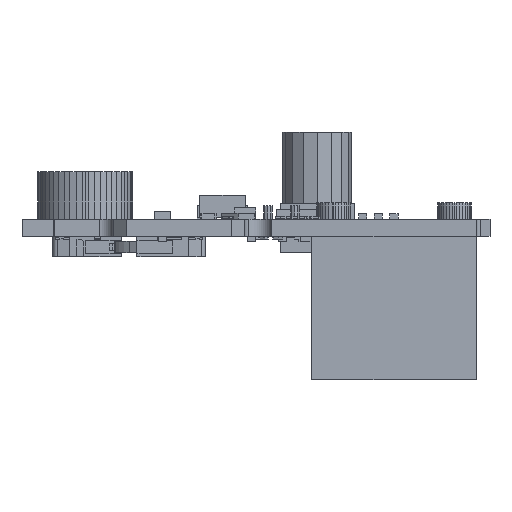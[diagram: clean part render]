
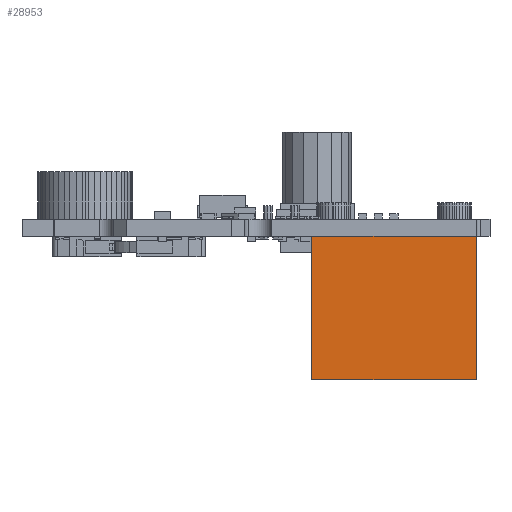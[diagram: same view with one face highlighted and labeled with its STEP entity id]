
A CAD part, front view. The second image highlights one B-rep face of the part: STEP entity #28953.
In plain terms, the highlighted planar face has unit normal (0, -1, 0).
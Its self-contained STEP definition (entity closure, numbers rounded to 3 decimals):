
#28690 = EDGE_CURVE('',#28691,#28693,#28695,.T.);
#28691 = VERTEX_POINT('',#28692);
#28692 = CARTESIAN_POINT('',(-7.811,-10.478,0.));
#28693 = VERTEX_POINT('',#28694);
#28694 = CARTESIAN_POINT('',(-7.811,-10.478,13.589));
#28695 = SURFACE_CURVE('',#28696,(#28700,#28712),.PCURVE_S1.);
#28696 = LINE('',#28697,#28698);
#28697 = CARTESIAN_POINT('',(-7.811,-10.478,0.));
#28698 = VECTOR('',#28699,1.);
#28699 = DIRECTION('',(0.,0.,1.));
#28700 = PCURVE('',#28701,#28706);
#28701 = PLANE('',#28702);
#28702 = AXIS2_PLACEMENT_3D('',#28703,#28704,#28705);
#28703 = CARTESIAN_POINT('',(-7.811,-10.478,0.));
#28704 = DIRECTION('',(-1.,0.,0.));
#28705 = DIRECTION('',(0.,1.,0.));
#28706 = DEFINITIONAL_REPRESENTATION('',(#28707),#28711);
#28707 = LINE('',#28708,#28709);
#28708 = CARTESIAN_POINT('',(0.,0.));
#28709 = VECTOR('',#28710,1.);
#28710 = DIRECTION('',(0.,-1.));
#28711 = ( GEOMETRIC_REPRESENTATION_CONTEXT(2) 
PARAMETRIC_REPRESENTATION_CONTEXT() REPRESENTATION_CONTEXT('2D SPACE',''
  ) );
#28712 = PCURVE('',#28713,#28718);
#28713 = PLANE('',#28714);
#28714 = AXIS2_PLACEMENT_3D('',#28715,#28716,#28717);
#28715 = CARTESIAN_POINT('',(7.811,-10.478,0.));
#28716 = DIRECTION('',(0.,-1.,0.));
#28717 = DIRECTION('',(-1.,0.,0.));
#28718 = DEFINITIONAL_REPRESENTATION('',(#28719),#28723);
#28719 = LINE('',#28720,#28721);
#28720 = CARTESIAN_POINT('',(15.621,0.));
#28721 = VECTOR('',#28722,1.);
#28722 = DIRECTION('',(0.,-1.));
#28723 = ( GEOMETRIC_REPRESENTATION_CONTEXT(2) 
PARAMETRIC_REPRESENTATION_CONTEXT() REPRESENTATION_CONTEXT('2D SPACE',''
  ) );
#28741 = PLANE('',#28742);
#28742 = AXIS2_PLACEMENT_3D('',#28743,#28744,#28745);
#28743 = CARTESIAN_POINT('',(-7.811,-10.478,13.589));
#28744 = DIRECTION('',(0.,0.,1.));
#28745 = DIRECTION('',(1.,0.,0.));
#28795 = PLANE('',#28796);
#28796 = AXIS2_PLACEMENT_3D('',#28797,#28798,#28799);
#28797 = CARTESIAN_POINT('',(-7.811,-10.478,0.));
#28798 = DIRECTION('',(0.,0.,1.));
#28799 = DIRECTION('',(1.,0.,0.));
#28850 = PLANE('',#28851);
#28851 = AXIS2_PLACEMENT_3D('',#28852,#28853,#28854);
#28852 = CARTESIAN_POINT('',(7.811,10.478,0.));
#28853 = DIRECTION('',(1.,0.,0.));
#28854 = DIRECTION('',(0.,-1.,0.));
#28888 = VERTEX_POINT('',#28889);
#28889 = CARTESIAN_POINT('',(7.811,-10.478,13.589));
#28910 = EDGE_CURVE('',#28911,#28888,#28913,.T.);
#28911 = VERTEX_POINT('',#28912);
#28912 = CARTESIAN_POINT('',(7.811,-10.478,0.));
#28913 = SURFACE_CURVE('',#28914,(#28918,#28925),.PCURVE_S1.);
#28914 = LINE('',#28915,#28916);
#28915 = CARTESIAN_POINT('',(7.811,-10.478,0.));
#28916 = VECTOR('',#28917,1.);
#28917 = DIRECTION('',(0.,0.,1.));
#28918 = PCURVE('',#28850,#28919);
#28919 = DEFINITIONAL_REPRESENTATION('',(#28920),#28924);
#28920 = LINE('',#28921,#28922);
#28921 = CARTESIAN_POINT('',(20.955,0.));
#28922 = VECTOR('',#28923,1.);
#28923 = DIRECTION('',(0.,-1.));
#28924 = ( GEOMETRIC_REPRESENTATION_CONTEXT(2) 
PARAMETRIC_REPRESENTATION_CONTEXT() REPRESENTATION_CONTEXT('2D SPACE',''
  ) );
#28925 = PCURVE('',#28713,#28926);
#28926 = DEFINITIONAL_REPRESENTATION('',(#28927),#28931);
#28927 = LINE('',#28928,#28929);
#28928 = CARTESIAN_POINT('',(0.,0.));
#28929 = VECTOR('',#28930,1.);
#28930 = DIRECTION('',(0.,-1.));
#28931 = ( GEOMETRIC_REPRESENTATION_CONTEXT(2) 
PARAMETRIC_REPRESENTATION_CONTEXT() REPRESENTATION_CONTEXT('2D SPACE',''
  ) );
#28953 = ADVANCED_FACE('',(#28954),#28713,.T.);
#28954 = FACE_BOUND('',#28955,.T.);
#28955 = EDGE_LOOP('',(#28956,#28957,#28978,#28979));
#28956 = ORIENTED_EDGE('',*,*,#28910,.T.);
#28957 = ORIENTED_EDGE('',*,*,#28958,.T.);
#28958 = EDGE_CURVE('',#28888,#28693,#28959,.T.);
#28959 = SURFACE_CURVE('',#28960,(#28964,#28971),.PCURVE_S1.);
#28960 = LINE('',#28961,#28962);
#28961 = CARTESIAN_POINT('',(7.811,-10.478,13.589));
#28962 = VECTOR('',#28963,1.);
#28963 = DIRECTION('',(-1.,0.,0.));
#28964 = PCURVE('',#28713,#28965);
#28965 = DEFINITIONAL_REPRESENTATION('',(#28966),#28970);
#28966 = LINE('',#28967,#28968);
#28967 = CARTESIAN_POINT('',(0.,-13.589));
#28968 = VECTOR('',#28969,1.);
#28969 = DIRECTION('',(1.,0.));
#28970 = ( GEOMETRIC_REPRESENTATION_CONTEXT(2) 
PARAMETRIC_REPRESENTATION_CONTEXT() REPRESENTATION_CONTEXT('2D SPACE',''
  ) );
#28971 = PCURVE('',#28741,#28972);
#28972 = DEFINITIONAL_REPRESENTATION('',(#28973),#28977);
#28973 = LINE('',#28974,#28975);
#28974 = CARTESIAN_POINT('',(15.621,0.));
#28975 = VECTOR('',#28976,1.);
#28976 = DIRECTION('',(-1.,0.));
#28977 = ( GEOMETRIC_REPRESENTATION_CONTEXT(2) 
PARAMETRIC_REPRESENTATION_CONTEXT() REPRESENTATION_CONTEXT('2D SPACE',''
  ) );
#28978 = ORIENTED_EDGE('',*,*,#28690,.F.);
#28979 = ORIENTED_EDGE('',*,*,#28980,.F.);
#28980 = EDGE_CURVE('',#28911,#28691,#28981,.T.);
#28981 = SURFACE_CURVE('',#28982,(#28986,#28993),.PCURVE_S1.);
#28982 = LINE('',#28983,#28984);
#28983 = CARTESIAN_POINT('',(7.811,-10.478,0.));
#28984 = VECTOR('',#28985,1.);
#28985 = DIRECTION('',(-1.,0.,0.));
#28986 = PCURVE('',#28713,#28987);
#28987 = DEFINITIONAL_REPRESENTATION('',(#28988),#28992);
#28988 = LINE('',#28989,#28990);
#28989 = CARTESIAN_POINT('',(0.,0.));
#28990 = VECTOR('',#28991,1.);
#28991 = DIRECTION('',(1.,0.));
#28992 = ( GEOMETRIC_REPRESENTATION_CONTEXT(2) 
PARAMETRIC_REPRESENTATION_CONTEXT() REPRESENTATION_CONTEXT('2D SPACE',''
  ) );
#28993 = PCURVE('',#28795,#28994);
#28994 = DEFINITIONAL_REPRESENTATION('',(#28995),#28999);
#28995 = LINE('',#28996,#28997);
#28996 = CARTESIAN_POINT('',(15.621,0.));
#28997 = VECTOR('',#28998,1.);
#28998 = DIRECTION('',(-1.,0.));
#28999 = ( GEOMETRIC_REPRESENTATION_CONTEXT(2) 
PARAMETRIC_REPRESENTATION_CONTEXT() REPRESENTATION_CONTEXT('2D SPACE',''
  ) );
